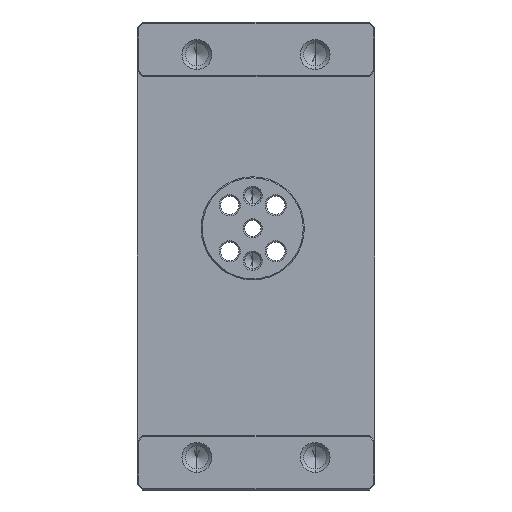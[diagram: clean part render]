
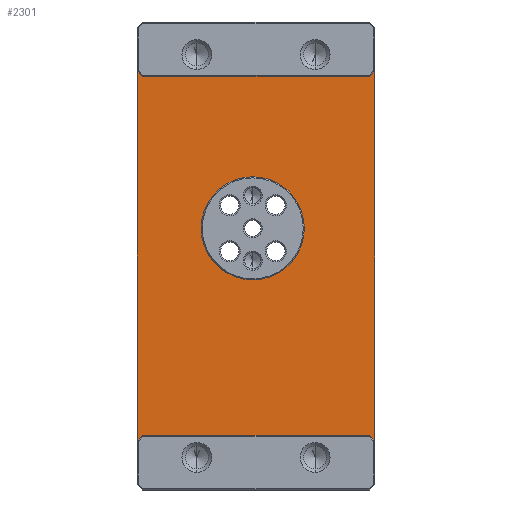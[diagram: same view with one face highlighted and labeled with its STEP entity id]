
A CAD part, front view. The second image highlights one B-rep face of the part: STEP entity #2301.
In plain terms, the highlighted planar face has unit normal (0, -1, 0).
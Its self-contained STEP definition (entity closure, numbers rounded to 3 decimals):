
#151 = DIRECTION ( 'NONE',  ( -1., 0., 0. ) ) ;
#212 = ORIENTED_EDGE ( 'NONE', *, *, #6268, .T. ) ;
#288 = FACE_OUTER_BOUND ( 'NONE', #6697, .T. ) ;
#417 = ORIENTED_EDGE ( 'NONE', *, *, #3497, .T. ) ;
#540 = VECTOR ( 'NONE', #7373, 1000. ) ;
#582 = ORIENTED_EDGE ( 'NONE', *, *, #8628, .F. ) ;
#667 = CARTESIAN_POINT ( 'NONE',  ( -20.3, -8., 28. ) ) ;
#835 = VECTOR ( 'NONE', #9313, 1000. ) ;
#986 = VERTEX_POINT ( 'NONE', #8682 ) ;
#1236 = CARTESIAN_POINT ( 'NONE',  ( -21.3, -8., -39.2 ) ) ;
#1292 = CARTESIAN_POINT ( 'NONE',  ( -21.3, -8., 29. ) ) ;
#1605 = VERTEX_POINT ( 'NONE', #6392 ) ;
#1856 = FACE_BOUND ( 'NONE', #6080, .T. ) ;
#2203 = DIRECTION ( 'NONE',  ( 0., 0., 1. ) ) ;
#2223 = LINE ( 'NONE', #7807, #9198 ) ;
#2284 = DIRECTION ( 'NONE',  ( 0., 0., -1. ) ) ;
#2301 = ADVANCED_FACE ( 'NONE', ( #1856, #288 ), #3317, .T. ) ;
#2341 = VECTOR ( 'NONE', #2203, 1000. ) ;
#2445 = ORIENTED_EDGE ( 'NONE', *, *, #6006, .T. ) ;
#2563 = CARTESIAN_POINT ( 'NONE',  ( 0., -8., -9.5 ) ) ;
#2639 = CARTESIAN_POINT ( 'NONE',  ( -21.3, -8., 28. ) ) ;
#2704 = DIRECTION ( 'NONE',  ( 0., 0., -1. ) ) ;
#2776 = CARTESIAN_POINT ( 'NONE',  ( 0., -8., 0. ) ) ;
#2828 = CARTESIAN_POINT ( 'NONE',  ( 22.5, -8., 29. ) ) ;
#2943 = DIRECTION ( 'NONE',  ( 0., -1., 0. ) ) ;
#3127 = AXIS2_PLACEMENT_3D ( 'NONE', #2776, #5810, #4270 ) ;
#3317 = PLANE ( 'NONE',  #6565 ) ;
#3497 = EDGE_CURVE ( 'NONE', #7796, #8180, #5029, .T. ) ;
#3575 = VECTOR ( 'NONE', #151, 1000. ) ;
#3637 = VERTEX_POINT ( 'NONE', #2828 ) ;
#3661 = CARTESIAN_POINT ( 'NONE',  ( 21.5, -8., 28. ) ) ;
#3875 = LINE ( 'NONE', #667, #835 ) ;
#3983 = CARTESIAN_POINT ( 'NONE',  ( 22.5, -8., -39.2 ) ) ;
#4044 = LINE ( 'NONE', #8967, #3575 ) ;
#4121 = CIRCLE ( 'NONE', #3127, 9.5 ) ;
#4221 = ORIENTED_EDGE ( 'NONE', *, *, #7596, .T. ) ;
#4270 = DIRECTION ( 'NONE',  ( 0., 0., -1. ) ) ;
#4312 = VERTEX_POINT ( 'NONE', #6538 ) ;
#4598 = CARTESIAN_POINT ( 'NONE',  ( 22.5, -8., 38. ) ) ;
#4680 = EDGE_CURVE ( 'NONE', #7796, #4312, #4044, .T. ) ;
#5021 = CARTESIAN_POINT ( 'NONE',  ( 22.5, -8., 29. ) ) ;
#5029 = LINE ( 'NONE', #8240, #8898 ) ;
#5151 = CIRCLE ( 'NONE', #7302, 9.5 ) ;
#5256 = LINE ( 'NONE', #7376, #6471 ) ;
#5412 = ORIENTED_EDGE ( 'NONE', *, *, #9732, .F. ) ;
#5459 = ORIENTED_EDGE ( 'NONE', *, *, #7187, .F. ) ;
#5555 = VECTOR ( 'NONE', #5954, 1000. ) ;
#5810 = DIRECTION ( 'NONE',  ( 0., -1., 0. ) ) ;
#5954 = DIRECTION ( 'NONE',  ( -0.707, 0., -0.707 ) ) ;
#6006 = EDGE_CURVE ( 'NONE', #8926, #7583, #2223, .T. ) ;
#6080 = EDGE_LOOP ( 'NONE', ( #5459, #5412 ) ) ;
#6268 = EDGE_CURVE ( 'NONE', #3637, #8748, #8959, .T. ) ;
#6318 = EDGE_CURVE ( 'NONE', #1605, #8926, #3875, .T. ) ;
#6379 = ORIENTED_EDGE ( 'NONE', *, *, #6318, .T. ) ;
#6392 = CARTESIAN_POINT ( 'NONE',  ( -20.3, -8., 28. ) ) ;
#6451 = ORIENTED_EDGE ( 'NONE', *, *, #4680, .F. ) ;
#6471 = VECTOR ( 'NONE', #6597, 1000. ) ;
#6538 = CARTESIAN_POINT ( 'NONE',  ( -20.3, -8., -38.2 ) ) ;
#6565 = AXIS2_PLACEMENT_3D ( 'NONE', #7335, #8897, #2704 ) ;
#6580 = DIRECTION ( 'NONE',  ( 0.707, 0., -0.707 ) ) ;
#6597 = DIRECTION ( 'NONE',  ( 0.707, 0., 0.707 ) ) ;
#6697 = EDGE_LOOP ( 'NONE', ( #2445, #7200, #6451, #417, #4221, #212, #582, #6379 ) ) ;
#7187 = EDGE_CURVE ( 'NONE', #986, #7873, #4121, .T. ) ;
#7200 = ORIENTED_EDGE ( 'NONE', *, *, #9702, .T. ) ;
#7302 = AXIS2_PLACEMENT_3D ( 'NONE', #7630, #2943, #2284 ) ;
#7335 = CARTESIAN_POINT ( 'NONE',  ( 0., -8., 0. ) ) ;
#7373 = DIRECTION ( 'NONE',  ( 1., 0., 0. ) ) ;
#7376 = CARTESIAN_POINT ( 'NONE',  ( -21.3, -8., -39.2 ) ) ;
#7484 = LINE ( 'NONE', #4598, #2341 ) ;
#7576 = LINE ( 'NONE', #2639, #540 ) ;
#7583 = VERTEX_POINT ( 'NONE', #1236 ) ;
#7596 = EDGE_CURVE ( 'NONE', #8180, #3637, #7484, .T. ) ;
#7630 = CARTESIAN_POINT ( 'NONE',  ( 0., -8., 0. ) ) ;
#7710 = DIRECTION ( 'NONE',  ( 0., 0., -1. ) ) ;
#7796 = VERTEX_POINT ( 'NONE', #9094 ) ;
#7807 = CARTESIAN_POINT ( 'NONE',  ( -21.3, -8., 38. ) ) ;
#7873 = VERTEX_POINT ( 'NONE', #2563 ) ;
#8180 = VERTEX_POINT ( 'NONE', #3983 ) ;
#8240 = CARTESIAN_POINT ( 'NONE',  ( 21.5, -8., -38.2 ) ) ;
#8628 = EDGE_CURVE ( 'NONE', #1605, #8748, #7576, .T. ) ;
#8682 = CARTESIAN_POINT ( 'NONE',  ( 0., -8., 9.5 ) ) ;
#8748 = VERTEX_POINT ( 'NONE', #3661 ) ;
#8897 = DIRECTION ( 'NONE',  ( 0., -1., 0. ) ) ;
#8898 = VECTOR ( 'NONE', #6580, 1000. ) ;
#8926 = VERTEX_POINT ( 'NONE', #1292 ) ;
#8959 = LINE ( 'NONE', #5021, #5555 ) ;
#8967 = CARTESIAN_POINT ( 'NONE',  ( -21.3, -8., -38.2 ) ) ;
#9094 = CARTESIAN_POINT ( 'NONE',  ( 21.5, -8., -38.2 ) ) ;
#9198 = VECTOR ( 'NONE', #7710, 1000. ) ;
#9313 = DIRECTION ( 'NONE',  ( -0.707, 0., 0.707 ) ) ;
#9702 = EDGE_CURVE ( 'NONE', #7583, #4312, #5256, .T. ) ;
#9732 = EDGE_CURVE ( 'NONE', #7873, #986, #5151, .T. ) ;
